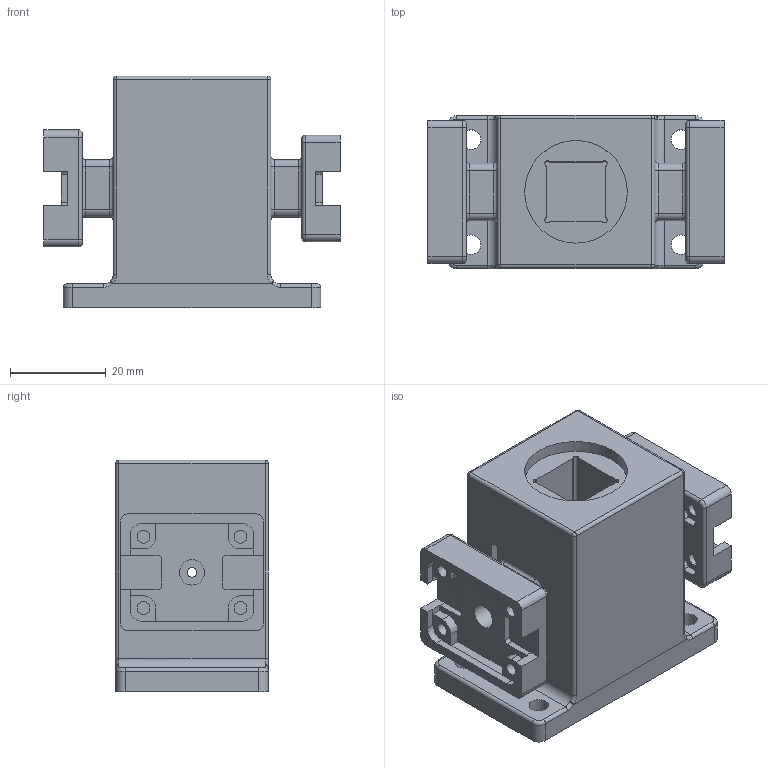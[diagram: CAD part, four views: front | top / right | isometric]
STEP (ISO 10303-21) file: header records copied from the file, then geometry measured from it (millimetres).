
FILE_DESCRIPTION(('FreeCAD Model'),'2;1');
FILE_NAME('Open CASCADE Shape Model','2024-12-27T15:17:27',('Author'),( ''),'Open CASCADE STEP processor 7.6','FreeCAD','Unknown');
FILE_SCHEMA(('AUTOMOTIVE_DESIGN { 1 0 10303 214 1 1 1 1 }'));
Length unit declared in the file: millimetre
Products named in the file (1): CuvetteHolePocket
Bounding box: 62 x 32 x 48.5 mm (x, y, z)
Volume: 52770.8 mm3; surface area: 18986.9 mm2
Topology: 1 solids, 1 shells, 441 faces, 1135 edges, 718 vertices
Faces by surface type: plane 256, cylinder 141, torus 32, bspline 8, sphere 4
Full cylindrical faces by diameter (mm): 2 x3, 2.7 x16, 4.1 x4, 5.3 x1, 21.5 x1
Entity records: 13481 total; most frequent: CARTESIAN_POINT 2523, DIRECTION 2289, ORIENTED_EDGE 2262, EDGE_CURVE 1131, LINE 793, VECTOR 793, AXIS2_PLACEMENT_3D 748, VERTEX_POINT 718
